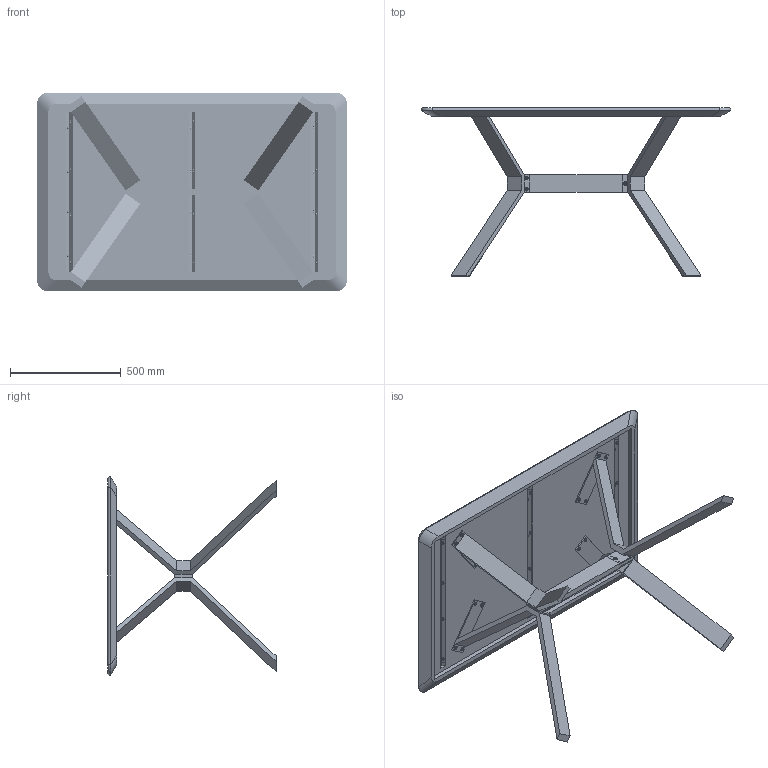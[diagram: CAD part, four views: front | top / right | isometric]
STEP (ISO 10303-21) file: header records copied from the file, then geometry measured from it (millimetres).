
FILE_DESCRIPTION (( 'STEP AP203' ), '1' );
FILE_NAME ('0. Arctic X - v140x90x76 - sklop.STEP', '2023-11-23T12:42:16', ( '' ), ( '' ), 'SwSTEP 2.0', 'SolidWorks 2023', '' );
FILE_SCHEMA (( 'CONFIG_CONTROL_DESIGN' ));
Products named in the file (1): 0. Arctic X - v140x90x76 - sklop
Bounding box: 1400 x 760 x 900 mm (x, y, z)
Volume: 35894150 mm3; surface area: 4119178.6 mm2
Topology: 77 solids, 77 shells, 2807 faces, 6967 edges, 4316 vertices
Faces by surface type: plane 1167, cylinder 908, cone 386, bspline 154, torus 144, sphere 48
Entity records: 134350 total; most frequent: CARTESIAN_POINT 71069, ORIENTED_EDGE 13750, DIRECTION 12797, EDGE_CURVE 6875, AXIS2_PLACEMENT_3D 4870, VERTEX_POINT 4316, VECTOR 3057, LINE 3057
